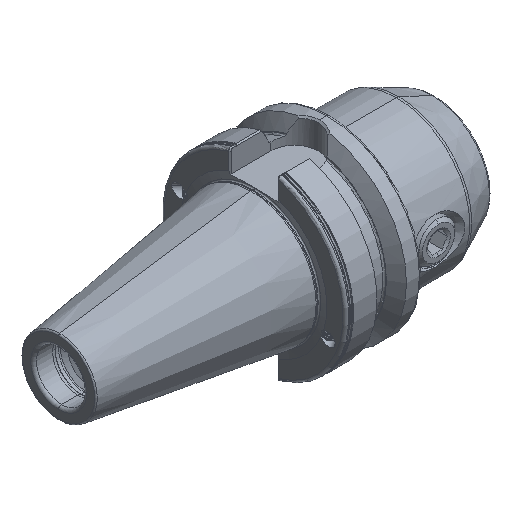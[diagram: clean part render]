
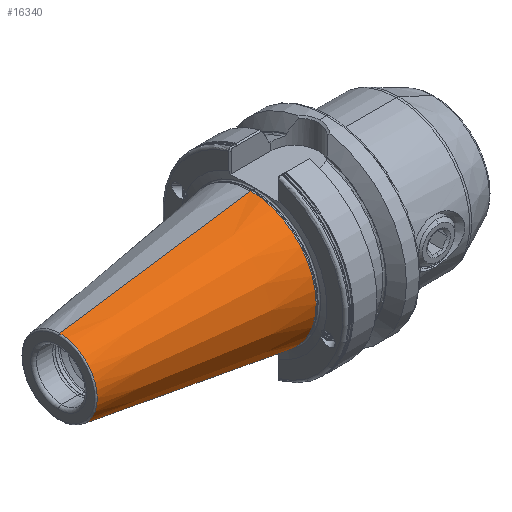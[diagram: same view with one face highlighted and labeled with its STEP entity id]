
A CAD part, isometric view. The second image highlights one B-rep face of the part: STEP entity #16340.
In plain terms, the highlighted conical face has half-angle 8.297 degrees and reference radius 22.24 mm.
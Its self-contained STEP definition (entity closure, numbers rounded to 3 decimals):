
#1885 = AXIS2_PLACEMENT_3D ( 'NONE', #18141, #18132, #18146 ) ;
#1892 = AXIS2_PLACEMENT_3D ( 'NONE', #19747, #19733, #19758 ) ;
#3607 = AXIS2_PLACEMENT_3D ( 'NONE', #7180, #7122, #7120 ) ;
#4379 = ORIENTED_EDGE ( 'NONE', *, *, #13600, .F. ) ;
#4395 = ORIENTED_EDGE ( 'NONE', *, *, #13426, .T. ) ;
#4401 = ORIENTED_EDGE ( 'NONE', *, *, #13497, .F. ) ;
#4428 = ORIENTED_EDGE ( 'NONE', *, *, #13591, .T. ) ;
#5273 = VERTEX_POINT ( 'NONE', #18412 ) ;
#5299 = VERTEX_POINT ( 'NONE', #18488 ) ;
#5304 = VERTEX_POINT ( 'NONE', #18499 ) ;
#5350 = VERTEX_POINT ( 'NONE', #18508 ) ;
#7120 = DIRECTION ( 'NONE',  ( 0., 0., -1. ) ) ;
#7122 = DIRECTION ( 'NONE',  ( 1., 0., 0. ) ) ;
#7170 = DIRECTION ( 'NONE',  ( 0.99, 0., -0.144 ) ) ;
#7173 = CARTESIAN_POINT ( 'NONE',  ( -0.9, 0., -22.24 ) ) ;
#7180 = CARTESIAN_POINT ( 'NONE',  ( -0.9, 0., 0. ) ) ;
#7253 = DIRECTION ( 'NONE',  ( 0.99, 0., 0.144 ) ) ;
#7264 = CARTESIAN_POINT ( 'NONE',  ( -0.9, 0., 22.24 ) ) ;
#12089 = CIRCLE ( 'NONE', #1885, 12.75 ) ;
#12149 = CIRCLE ( 'NONE', #1892, 22.24 ) ;
#12393 = CONICAL_SURFACE ( 'NONE', #3607, 22.24, 0.145 ) ;
#12420 = FACE_OUTER_BOUND ( 'NONE', #20066, .T. ) ;
#12827 = VECTOR ( 'NONE', #7170, 1000. ) ;
#12835 = VECTOR ( 'NONE', #7253, 1000. ) ;
#12842 = LINE ( 'NONE', #7264, #12835 ) ;
#12852 = LINE ( 'NONE', #7173, #12827 ) ;
#13426 = EDGE_CURVE ( 'NONE', #5299, #5304, #12089, .T. ) ;
#13497 = EDGE_CURVE ( 'NONE', #5350, #5273, #12149, .T. ) ;
#13591 = EDGE_CURVE ( 'NONE', #5304, #5273, #12852, .T. ) ;
#13600 = EDGE_CURVE ( 'NONE', #5299, #5350, #12842, .T. ) ;
#16340 = ADVANCED_FACE ( 'NONE', ( #12420 ), #12393, .T. ) ;
#18132 = DIRECTION ( 'NONE',  ( 1., 0., 0. ) ) ;
#18141 = CARTESIAN_POINT ( 'NONE',  ( -65.972, 0., 0. ) ) ;
#18146 = DIRECTION ( 'NONE',  ( 0., 0., -1. ) ) ;
#18412 = CARTESIAN_POINT ( 'NONE',  ( -0.9, 0., -22.24 ) ) ;
#18488 = CARTESIAN_POINT ( 'NONE',  ( -65.972, 0., 12.75 ) ) ;
#18499 = CARTESIAN_POINT ( 'NONE',  ( -65.972, 0., -12.75 ) ) ;
#18508 = CARTESIAN_POINT ( 'NONE',  ( -0.9, 0., 22.24 ) ) ;
#19733 = DIRECTION ( 'NONE',  ( 1., 0., 0. ) ) ;
#19747 = CARTESIAN_POINT ( 'NONE',  ( -0.9, 0., 0. ) ) ;
#19758 = DIRECTION ( 'NONE',  ( 0., 0., -1. ) ) ;
#20066 = EDGE_LOOP ( 'NONE', ( #4379, #4395, #4428, #4401 ) ) ;
